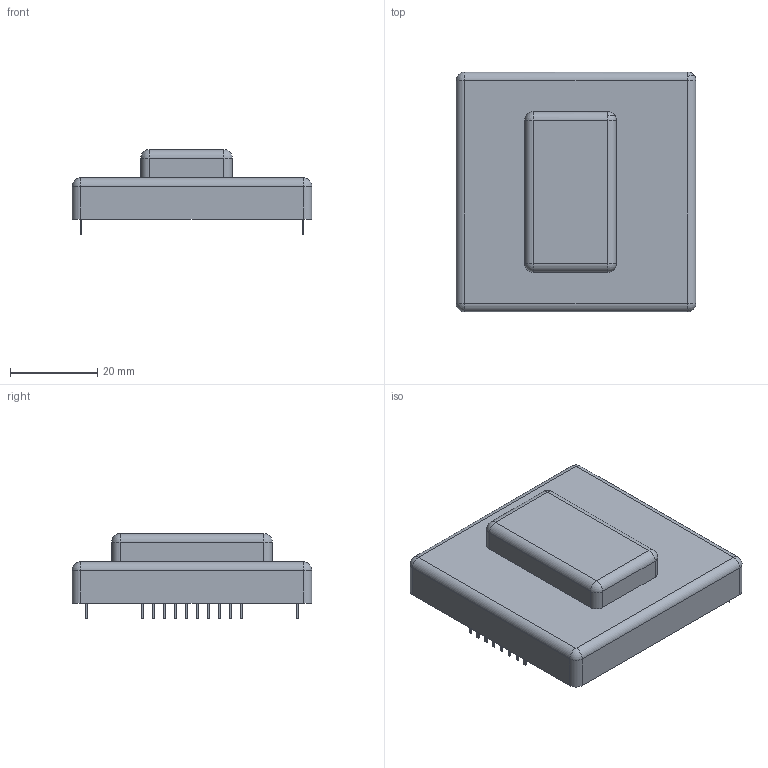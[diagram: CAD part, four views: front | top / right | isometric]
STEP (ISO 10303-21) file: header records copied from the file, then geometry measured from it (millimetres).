
FILE_DESCRIPTION((''),'2;1');
FILE_NAME('SEMIKRON_SKHI 21A R.stp','2012-03-05T10:43:47',(''),(''),'Mechanical Desktop 2011','Mechanical Desktop 2011',', , ');
FILE_SCHEMA(('AUTOMOTIVE_DESIGN { 1 2 10303 214 1 1 1 1 }'));
Length unit declared in the file: millimetre
Products named in the file (1): Product
Bounding box: 55 x 55 x 19.5 mm (x, y, z)
Volume: 33436.3 mm3; surface area: 10181.6 mm2
Topology: 20 solids, 20 shells, 146 faces, 300 edges, 190 vertices
Faces by surface type: plane 114, cylinder 16, sphere 10, bspline 6
Entity records: 3777 total; most frequent: CARTESIAN_POINT 651, DIRECTION 618, ORIENTED_EDGE 592, EDGE_CURVE 296, VECTOR 256, LINE 256, VERTEX_POINT 190, AXIS2_PLACEMENT_3D 181
